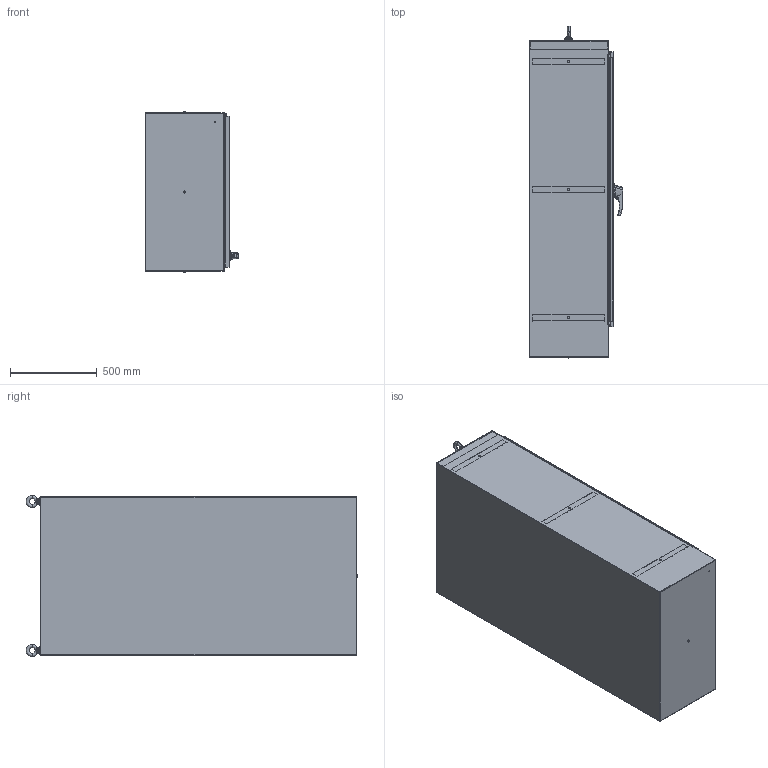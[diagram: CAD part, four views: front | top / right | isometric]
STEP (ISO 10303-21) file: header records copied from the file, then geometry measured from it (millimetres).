
FILE_DESCRIPTION (( 'STEP AP214' ), '1' );
FILE_NAME ('HN4FS723618S16.STEP', '2019-09-03T19:24:20', ( '' ), ( '' ), 'SwSTEP 2.0', 'SolidWorks 2018', '' );
FILE_SCHEMA (( 'AUTOMOTIVE_DESIGN' ));
Length unit declared in the file: inch
Products named in the file (1): HN4FS723618S16
Bounding box: 542.59 x 1917.43 x 929.74 mm (x, y, z)
Volume: 16994487.5 mm3; surface area: 14083943.1 mm2
Topology: 57 solids, 58 shells, 1892 faces, 5032 edges, 3262 vertices
Faces by surface type: plane 877, cylinder 850, cone 78, bspline 71, torus 16
Entity records: 95912 total; most frequent: CARTESIAN_POINT 23846, ORIENTED_EDGE 10032, DIRECTION 9955, EDGE_CURVE 5016, AXIS2_PLACEMENT_3D 3562, VERTEX_POINT 3262, VECTOR 2831, LINE 2831
